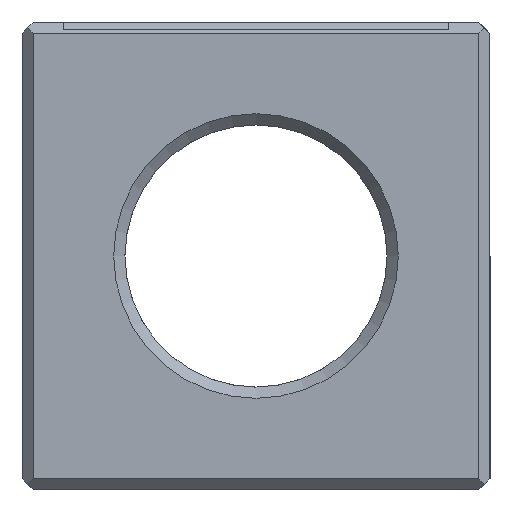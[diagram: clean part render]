
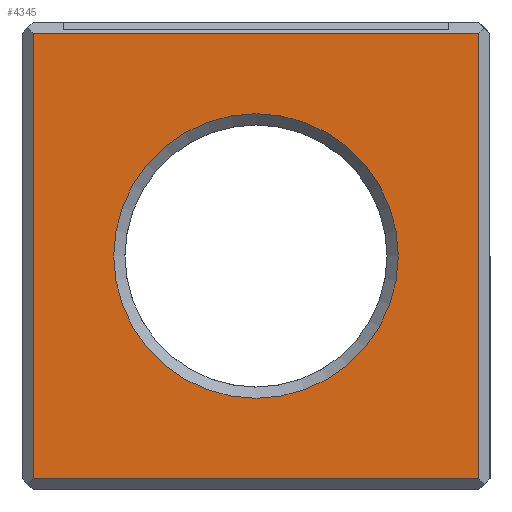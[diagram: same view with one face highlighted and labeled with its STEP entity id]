
A CAD part, left-side view. The second image highlights one B-rep face of the part: STEP entity #4345.
In plain terms, the highlighted planar face has unit normal (-1, 0, 0).
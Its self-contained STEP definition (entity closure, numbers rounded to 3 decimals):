
#72 = PLANE('',#73);
#73 = AXIS2_PLACEMENT_3D('',#74,#75,#76);
#74 = CARTESIAN_POINT('',(0.,0.,0.3));
#75 = DIRECTION('',(-0.707,0.,-0.707)
  );
#76 = DIRECTION('',(0.707,0.,-0.707));
#922 = PLANE('',#923);
#923 = AXIS2_PLACEMENT_3D('',#924,#925,#926);
#924 = CARTESIAN_POINT('',(0.3,12.5,0.));
#925 = DIRECTION('',(0.707,-0.707,0.));
#926 = DIRECTION('',(-0.707,-0.707,0.));
#1153 = PLANE('',#1154);
#1154 = AXIS2_PLACEMENT_3D('',#1155,#1156,#1157);
#1155 = CARTESIAN_POINT('',(0.3,0.,0.));
#1156 = DIRECTION('',(-0.707,-0.707,0.));
#1157 = DIRECTION('',(-0.707,0.707,0.));
#1221 = VERTEX_POINT('',#1222);
#1222 = CARTESIAN_POINT('',(0.,0.3,0.3));
#1243 = EDGE_CURVE('',#1221,#1244,#1246,.T.);
#1244 = VERTEX_POINT('',#1245);
#1245 = CARTESIAN_POINT('',(0.,12.2,0.3));
#1246 = SURFACE_CURVE('',#1247,(#1251,#1258),.PCURVE_S1.);
#1247 = LINE('',#1248,#1249);
#1248 = CARTESIAN_POINT('',(0.,0.,0.3));
#1249 = VECTOR('',#1250,1.);
#1250 = DIRECTION('',(0.,1.,0.));
#1251 = PCURVE('',#72,#1252);
#1252 = DEFINITIONAL_REPRESENTATION('',(#1253),#1257);
#1253 = LINE('',#1254,#1255);
#1254 = CARTESIAN_POINT('',(0.,0.));
#1255 = VECTOR('',#1256,1.);
#1256 = DIRECTION('',(0.,-1.));
#1257 = ( GEOMETRIC_REPRESENTATION_CONTEXT(2) 
PARAMETRIC_REPRESENTATION_CONTEXT() REPRESENTATION_CONTEXT('2D SPACE',''
  ) );
#1258 = PCURVE('',#1259,#1264);
#1259 = PLANE('',#1260);
#1260 = AXIS2_PLACEMENT_3D('',#1261,#1262,#1263);
#1261 = CARTESIAN_POINT('',(0.,12.5,0.));
#1262 = DIRECTION('',(1.,0.,0.));
#1263 = DIRECTION('',(0.,-1.,0.));
#1264 = DEFINITIONAL_REPRESENTATION('',(#1265),#1269);
#1265 = LINE('',#1266,#1267);
#1266 = CARTESIAN_POINT('',(12.5,-0.3));
#1267 = VECTOR('',#1268,1.);
#1268 = DIRECTION('',(-1.,0.));
#1269 = ( GEOMETRIC_REPRESENTATION_CONTEXT(2) 
PARAMETRIC_REPRESENTATION_CONTEXT() REPRESENTATION_CONTEXT('2D SPACE',''
  ) );
#3282 = VERTEX_POINT('',#3283);
#3283 = CARTESIAN_POINT('',(0.,12.2,12.2));
#3297 = PLANE('',#3298);
#3298 = AXIS2_PLACEMENT_3D('',#3299,#3300,#3301);
#3299 = CARTESIAN_POINT('',(0.3,0.,12.5));
#3300 = DIRECTION('',(-0.707,0.,0.707
    ));
#3301 = DIRECTION('',(-0.707,0.,-0.707
    ));
#3309 = EDGE_CURVE('',#1244,#3282,#3310,.T.);
#3310 = SURFACE_CURVE('',#3311,(#3315,#3322),.PCURVE_S1.);
#3311 = LINE('',#3312,#3313);
#3312 = CARTESIAN_POINT('',(0.,12.2,0.));
#3313 = VECTOR('',#3314,1.);
#3314 = DIRECTION('',(0.,0.,1.));
#3315 = PCURVE('',#922,#3316);
#3316 = DEFINITIONAL_REPRESENTATION('',(#3317),#3321);
#3317 = LINE('',#3318,#3319);
#3318 = CARTESIAN_POINT('',(0.424,0.));
#3319 = VECTOR('',#3320,1.);
#3320 = DIRECTION('',(0.,-1.));
#3321 = ( GEOMETRIC_REPRESENTATION_CONTEXT(2) 
PARAMETRIC_REPRESENTATION_CONTEXT() REPRESENTATION_CONTEXT('2D SPACE',''
  ) );
#3322 = PCURVE('',#1259,#3323);
#3323 = DEFINITIONAL_REPRESENTATION('',(#3324),#3328);
#3324 = LINE('',#3325,#3326);
#3325 = CARTESIAN_POINT('',(0.3,0.));
#3326 = VECTOR('',#3327,1.);
#3327 = DIRECTION('',(0.,-1.));
#3328 = ( GEOMETRIC_REPRESENTATION_CONTEXT(2) 
PARAMETRIC_REPRESENTATION_CONTEXT() REPRESENTATION_CONTEXT('2D SPACE',''
  ) );
#4302 = VERTEX_POINT('',#4303);
#4303 = CARTESIAN_POINT('',(0.,0.3,12.2));
#4324 = EDGE_CURVE('',#1221,#4302,#4325,.T.);
#4325 = SURFACE_CURVE('',#4326,(#4330,#4337),.PCURVE_S1.);
#4326 = LINE('',#4327,#4328);
#4327 = CARTESIAN_POINT('',(0.,0.3,0.));
#4328 = VECTOR('',#4329,1.);
#4329 = DIRECTION('',(0.,0.,1.));
#4330 = PCURVE('',#1153,#4331);
#4331 = DEFINITIONAL_REPRESENTATION('',(#4332),#4336);
#4332 = LINE('',#4333,#4334);
#4333 = CARTESIAN_POINT('',(0.424,0.));
#4334 = VECTOR('',#4335,1.);
#4335 = DIRECTION('',(0.,-1.));
#4336 = ( GEOMETRIC_REPRESENTATION_CONTEXT(2) 
PARAMETRIC_REPRESENTATION_CONTEXT() REPRESENTATION_CONTEXT('2D SPACE',''
  ) );
#4337 = PCURVE('',#1259,#4338);
#4338 = DEFINITIONAL_REPRESENTATION('',(#4339),#4343);
#4339 = LINE('',#4340,#4341);
#4340 = CARTESIAN_POINT('',(12.2,0.));
#4341 = VECTOR('',#4342,1.);
#4342 = DIRECTION('',(0.,-1.));
#4343 = ( GEOMETRIC_REPRESENTATION_CONTEXT(2) 
PARAMETRIC_REPRESENTATION_CONTEXT() REPRESENTATION_CONTEXT('2D SPACE',''
  ) );
#4345 = ADVANCED_FACE('',(#4346,#4372),#1259,.F.);
#4346 = FACE_BOUND('',#4347,.F.);
#4347 = EDGE_LOOP('',(#4348,#4349,#4350,#4351));
#4348 = ORIENTED_EDGE('',*,*,#4324,.F.);
#4349 = ORIENTED_EDGE('',*,*,#1243,.T.);
#4350 = ORIENTED_EDGE('',*,*,#3309,.T.);
#4351 = ORIENTED_EDGE('',*,*,#4352,.F.);
#4352 = EDGE_CURVE('',#4302,#3282,#4353,.T.);
#4353 = SURFACE_CURVE('',#4354,(#4358,#4365),.PCURVE_S1.);
#4354 = LINE('',#4355,#4356);
#4355 = CARTESIAN_POINT('',(0.,0.,12.2));
#4356 = VECTOR('',#4357,1.);
#4357 = DIRECTION('',(0.,1.,0.));
#4358 = PCURVE('',#1259,#4359);
#4359 = DEFINITIONAL_REPRESENTATION('',(#4360),#4364);
#4360 = LINE('',#4361,#4362);
#4361 = CARTESIAN_POINT('',(12.5,-12.2));
#4362 = VECTOR('',#4363,1.);
#4363 = DIRECTION('',(-1.,0.));
#4364 = ( GEOMETRIC_REPRESENTATION_CONTEXT(2) 
PARAMETRIC_REPRESENTATION_CONTEXT() REPRESENTATION_CONTEXT('2D SPACE',''
  ) );
#4365 = PCURVE('',#3297,#4366);
#4366 = DEFINITIONAL_REPRESENTATION('',(#4367),#4371);
#4367 = LINE('',#4368,#4369);
#4368 = CARTESIAN_POINT('',(0.424,0.));
#4369 = VECTOR('',#4370,1.);
#4370 = DIRECTION('',(0.,-1.));
#4371 = ( GEOMETRIC_REPRESENTATION_CONTEXT(2) 
PARAMETRIC_REPRESENTATION_CONTEXT() REPRESENTATION_CONTEXT('2D SPACE',''
  ) );
#4372 = FACE_BOUND('',#4373,.F.);
#4373 = EDGE_LOOP('',(#4374));
#4374 = ORIENTED_EDGE('',*,*,#4375,.T.);
#4375 = EDGE_CURVE('',#4376,#4376,#4378,.T.);
#4376 = VERTEX_POINT('',#4377);
#4377 = CARTESIAN_POINT('',(0.,2.45,6.25));
#4378 = SURFACE_CURVE('',#4379,(#4384,#4395),.PCURVE_S1.);
#4379 = CIRCLE('',#4380,3.8);
#4380 = AXIS2_PLACEMENT_3D('',#4381,#4382,#4383);
#4381 = CARTESIAN_POINT('',(0.,6.25,6.25));
#4382 = DIRECTION('',(-1.,0.,0.));
#4383 = DIRECTION('',(0.,-1.,0.));
#4384 = PCURVE('',#1259,#4385);
#4385 = DEFINITIONAL_REPRESENTATION('',(#4386),#4394);
#4386 = ( BOUNDED_CURVE() B_SPLINE_CURVE(2,(#4387,#4388,#4389,#4390,
#4391,#4392,#4393),.UNSPECIFIED.,.T.,.F.) B_SPLINE_CURVE_WITH_KNOTS((1,2
    ,2,2,2,1),(-2.094,0.,2.094,4.189,
6.283,8.378),.UNSPECIFIED.) CURVE() 
GEOMETRIC_REPRESENTATION_ITEM() RATIONAL_B_SPLINE_CURVE((1.,0.5,1.,0.5,
1.,0.5,1.)) REPRESENTATION_ITEM('') );
#4387 = CARTESIAN_POINT('',(10.05,-6.25));
#4388 = CARTESIAN_POINT('',(10.05,-12.832));
#4389 = CARTESIAN_POINT('',(4.35,-9.541));
#4390 = CARTESIAN_POINT('',(-1.35,-6.25));
#4391 = CARTESIAN_POINT('',(4.35,-2.959));
#4392 = CARTESIAN_POINT('',(10.05,0.332));
#4393 = CARTESIAN_POINT('',(10.05,-6.25));
#4394 = ( GEOMETRIC_REPRESENTATION_CONTEXT(2) 
PARAMETRIC_REPRESENTATION_CONTEXT() REPRESENTATION_CONTEXT('2D SPACE',''
  ) );
#4395 = PCURVE('',#4396,#4401);
#4396 = CONICAL_SURFACE('',#4397,3.5,0.785);
#4397 = AXIS2_PLACEMENT_3D('',#4398,#4399,#4400);
#4398 = CARTESIAN_POINT('',(0.3,6.25,6.25));
#4399 = DIRECTION('',(-1.,-0.,-0.));
#4400 = DIRECTION('',(0.,-1.,0.));
#4401 = DEFINITIONAL_REPRESENTATION('',(#4402),#4406);
#4402 = LINE('',#4403,#4404);
#4403 = CARTESIAN_POINT('',(0.,0.3));
#4404 = VECTOR('',#4405,1.);
#4405 = DIRECTION('',(1.,0.));
#4406 = ( GEOMETRIC_REPRESENTATION_CONTEXT(2) 
PARAMETRIC_REPRESENTATION_CONTEXT() REPRESENTATION_CONTEXT('2D SPACE',''
  ) );
